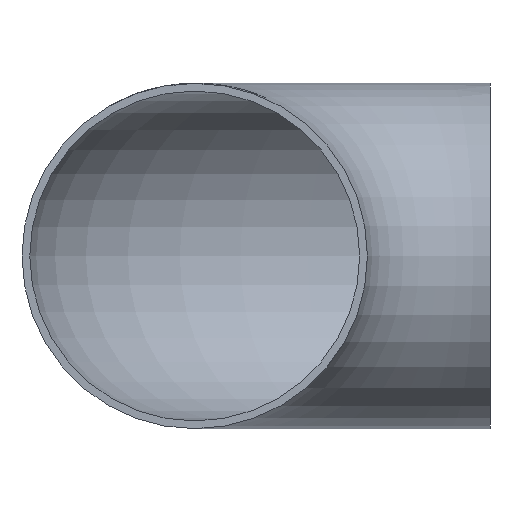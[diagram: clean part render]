
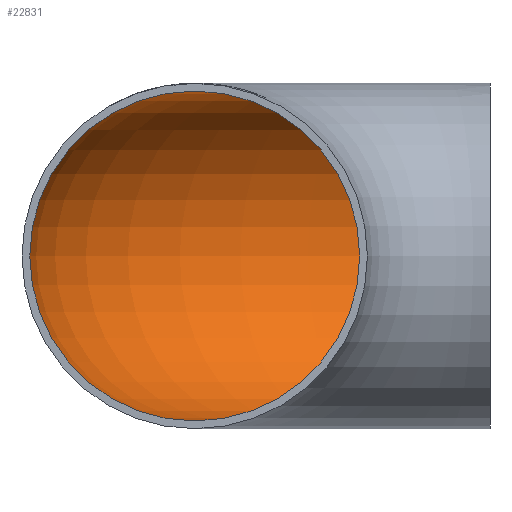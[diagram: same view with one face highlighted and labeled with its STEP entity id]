
A CAD part, front view. The second image highlights one B-rep face of the part: STEP entity #22831.
In plain terms, the highlighted toroidal (fillet/blend) face has major radius 76 mm and minor radius 42.45 mm.
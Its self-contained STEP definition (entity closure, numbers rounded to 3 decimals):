
#533 = DIRECTION ( 'NONE',  ( 0., 1., 0. ) ) ;
#2737 = DIRECTION ( 'NONE',  ( -1., 0., 0. ) ) ;
#3695 = EDGE_CURVE ( 'NONE', #25374, #25374, #11143, .T. ) ;
#3839 = EDGE_CURVE ( 'NONE', #11381, #11381, #20582, .T. ) ;
#4659 = AXIS2_PLACEMENT_3D ( 'NONE', #15483, #13723, #18042 ) ;
#6906 = CARTESIAN_POINT ( 'NONE',  ( 0., 118.45, 0. ) ) ;
#9201 = AXIS2_PLACEMENT_3D ( 'NONE', #10960, #17150, #2737 ) ;
#10667 = EDGE_LOOP ( 'NONE', ( #12465 ) ) ;
#10960 = CARTESIAN_POINT ( 'NONE',  ( 0., 0., 0. ) ) ;
#11143 = CIRCLE ( 'NONE', #17151, 42.45 ) ;
#11240 = CARTESIAN_POINT ( 'NONE',  ( -76., 0., 42.45 ) ) ;
#11356 = TOROIDAL_SURFACE ( 'NONE', #9201, 76., 42.45 ) ;
#11381 = VERTEX_POINT ( 'NONE', #11240 ) ;
#12116 = EDGE_LOOP ( 'NONE', ( #18306 ) ) ;
#12465 = ORIENTED_EDGE ( 'NONE', *, *, #3839, .F. ) ;
#13384 = FACE_OUTER_BOUND ( 'NONE', #12116, .T. ) ;
#13723 = DIRECTION ( 'NONE',  ( 0., 1., 0. ) ) ;
#15348 = DIRECTION ( 'NONE',  ( 1., 0., 0. ) ) ;
#15483 = CARTESIAN_POINT ( 'NONE',  ( -76., 0., 0. ) ) ;
#17150 = DIRECTION ( 'NONE',  ( 0., 0., -1. ) ) ;
#17151 = AXIS2_PLACEMENT_3D ( 'NONE', #18983, #15348, #533 ) ;
#18042 = DIRECTION ( 'NONE',  ( 0., 0., 1. ) ) ;
#18306 = ORIENTED_EDGE ( 'NONE', *, *, #3695, .T. ) ;
#18983 = CARTESIAN_POINT ( 'NONE',  ( 0., 76., 0. ) ) ;
#20582 = CIRCLE ( 'NONE', #4659, 42.45 ) ;
#21182 = FACE_OUTER_BOUND ( 'NONE', #10667, .T. ) ;
#22831 = ADVANCED_FACE ( 'NONE', ( #13384, #21182 ), #11356, .F. ) ;
#25374 = VERTEX_POINT ( 'NONE', #6906 ) ;
